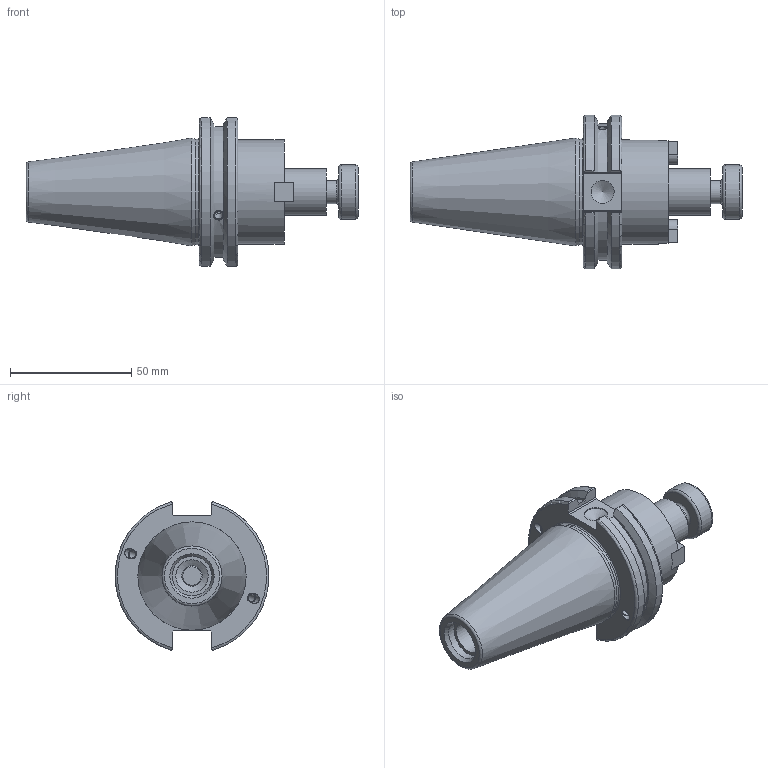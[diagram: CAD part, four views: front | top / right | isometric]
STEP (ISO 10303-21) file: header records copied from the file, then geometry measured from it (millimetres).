
FILE_DESCRIPTION(/* description */ ('','CAx-IF Rec.Pracs.---Representation and Presentation of Product Manufacturing Information (PMI)---4.0---2014-10-13'),/* implementation_level */ '2;1');
FILE_NAME(/* name */ 'EK010B.stp',/* time_stamp */ '2025-02-14T15:40:40+09:00',/* author */ ('eos'),/* organization */ (''),/* preprocessor_version */ 'ST-DEVELOPER v20',/* originating_system */ 'Autodesk Inventor 2025',/* authorisation */ '');
FILE_SCHEMA (('AP242_MANAGED_MODEL_BASED_3D_ENGINEERING_MIM_LF { 1 0 10303 442 1 1 4 }'));
Products named in the file (5): LO-CAT40ADB-SMA19.05-38.1; CAT50; SMA27-DRIV EKEY-SECO; #5668; COLLAR BOLT-UNF3_8-24x24L
Assembly tree (4 placements, depth 2):
  LO-CAT40ADB-SMA19.05-38.1
    CAT50
    SMA27-DRIV EKEY-SECO  x2
    COLLAR BOLT-UNF3_8-24x24L
  #5668
Bounding box: 136.83 x 63.26 x 61.09 mm (x, y, z)
Volume: 135988.1 mm3; surface area: 29085.4 mm2
Topology: 6 solids, 6 shells, 165 faces, 417 edges, 272 vertices
Faces by surface type: plane 88, cylinder 45, cone 19, torus 13
Full cylindrical faces by diameter (mm): 2.487 x2, 3.175 x2, 3.242 x8, 3.3 x2, 4 x2, 4.2 x2, 5.207 x2, 5.4 x2, 7.938 x1, 8.382 x1, 9.525 x2, 10.5 x1, 13.386 x1, 16.3 x1, 19.05 x1, 22.4 x1, 42.88 x1, 43.6 x1
Entity records: 5636 total; most frequent: CARTESIAN_POINT 1368, DIRECTION 856, ORIENTED_EDGE 712, EDGE_CURVE 356, AXIS2_PLACEMENT_3D 344, VERTEX_POINT 236, LINE 168, VECTOR 168
